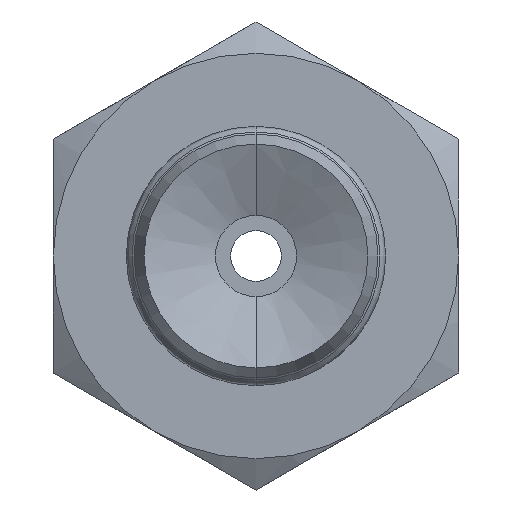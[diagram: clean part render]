
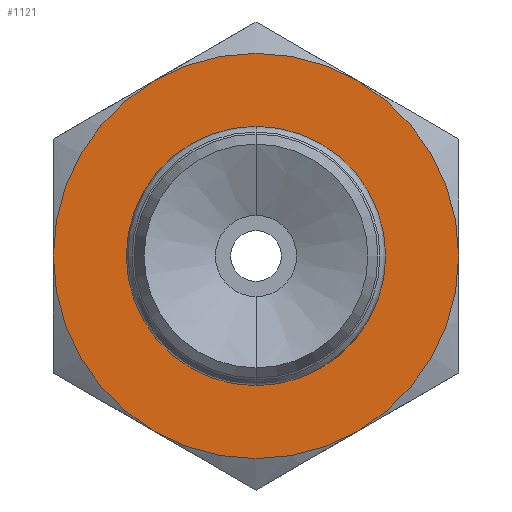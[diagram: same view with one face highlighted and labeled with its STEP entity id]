
A CAD part, front view. The second image highlights one B-rep face of the part: STEP entity #1121.
In plain terms, the highlighted planar face has unit normal (0, -1, 0).
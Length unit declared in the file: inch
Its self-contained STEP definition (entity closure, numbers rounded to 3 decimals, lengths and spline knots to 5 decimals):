
#17 = DIRECTION ( 'NONE',  ( 0.5, 0., -0.866 ) ) ;
#24 = AXIS2_PLACEMENT_3D ( 'NONE', #577, #1122, #17 ) ;
#85 = DIRECTION ( 'NONE',  ( 0.5, 0., -0.866 ) ) ;
#91 = AXIS2_PLACEMENT_3D ( 'NONE', #2074, #675, #1508 ) ;
#179 = CARTESIAN_POINT ( 'NONE',  ( 0.0625, 0.16, 0.10825 ) ) ;
#205 = CARTESIAN_POINT ( 'NONE',  ( 0., 0.16, 0. ) ) ;
#230 = ORIENTED_EDGE ( 'NONE', *, *, #1672, .F. ) ;
#245 = CARTESIAN_POINT ( 'NONE',  ( 0.07315, 0.16, 0.11079 ) ) ;
#354 = AXIS2_PLACEMENT_3D ( 'NONE', #2895, #1772, #85 ) ;
#358 = CIRCLE ( 'NONE', #799, 0.125 ) ;
#382 = DIRECTION ( 'NONE',  ( 0., 1., 0. ) ) ;
#390 = EDGE_CURVE ( 'NONE', #3031, #793, #516, .T. ) ;
#491 = CARTESIAN_POINT ( 'NONE',  ( 0., 0.16, 0. ) ) ;
#516 =( BOUNDED_CURVE ( )  B_SPLINE_CURVE ( 3, ( #1698, #1061, #245, #3010 ),
 .UNSPECIFIED., .F., .F. ) 
 B_SPLINE_CURVE_WITH_KNOTS ( ( 4, 4 ),
 ( 0., 1. ),
 .UNSPECIFIED. ) 
 CURVE ( )  GEOMETRIC_REPRESENTATION_ITEM ( )  RATIONAL_B_SPLINE_CURVE ( ( 1., 0.333, 0.333, 1. ) ) 
 REPRESENTATION_ITEM ( '' )  );
#536 = EDGE_LOOP ( 'NONE', ( #2736, #2228, #3309, #230, #2939, #3152 ) ) ;
#577 = CARTESIAN_POINT ( 'NONE',  ( -0.125, 0.16, 0.21651 ) ) ;
#625 = EDGE_LOOP ( 'NONE', ( #1183, #1488 ) ) ;
#662 = DIRECTION ( 'NONE',  ( 0.5, 0., -0.866 ) ) ;
#675 = DIRECTION ( 'NONE',  ( 0., 1., 0. ) ) ;
#682 = CARTESIAN_POINT ( 'NONE',  ( 0.02969, 0.16, -0.05142 ) ) ;
#785 = CARTESIAN_POINT ( 'NONE',  ( -0.125, 0.16, 0. ) ) ;
#793 = VERTEX_POINT ( 'NONE', #2351 ) ;
#799 = AXIS2_PLACEMENT_3D ( 'NONE', #205, #1906, #1326 ) ;
#813 = EDGE_CURVE ( 'NONE', #3267, #3489, #3065, .T. ) ;
#1028 = CARTESIAN_POINT ( 'NONE',  ( -0.0625, 0.16, -0.10825 ) ) ;
#1058 = DIRECTION ( 'NONE',  ( 0., 1., 0. ) ) ;
#1061 = CARTESIAN_POINT ( 'NONE',  ( 0.13252, 0.16, 0.00795 ) ) ;
#1071 = CIRCLE ( 'NONE', #91, 0.125 ) ;
#1121 = ADVANCED_FACE ( 'NONE', ( #2986, #1969 ), #1717, .F. ) ;
#1122 = DIRECTION ( 'NONE',  ( 0., 1., 0. ) ) ;
#1140 = VERTEX_POINT ( 'NONE', #3399 ) ;
#1149 = AXIS2_PLACEMENT_3D ( 'NONE', #2062, #382, #662 ) ;
#1152 = CIRCLE ( 'NONE', #354, 0.125 ) ;
#1183 = ORIENTED_EDGE ( 'NONE', *, *, #390, .F. ) ;
#1250 =( BOUNDED_CURVE ( )  B_SPLINE_CURVE ( 3, ( #3439, #2368, #2880, #682 ),
 .UNSPECIFIED., .F., .T. ) 
 B_SPLINE_CURVE_WITH_KNOTS ( ( 4, 4 ),
 ( 0., 1. ),
 .UNSPECIFIED. ) 
 CURVE ( )  GEOMETRIC_REPRESENTATION_ITEM ( )  RATIONAL_B_SPLINE_CURVE ( ( 1., 0.333, 0.333, 1. ) ) 
 REPRESENTATION_ITEM ( '' )  );
#1326 = DIRECTION ( 'NONE',  ( 0.5, 0., -0.866 ) ) ;
#1339 = CARTESIAN_POINT ( 'NONE',  ( 0.0625, 0.16, -0.10825 ) ) ;
#1408 = EDGE_CURVE ( 'NONE', #2258, #1140, #1071, .T. ) ;
#1488 = ORIENTED_EDGE ( 'NONE', *, *, #3069, .F. ) ;
#1508 = DIRECTION ( 'NONE',  ( 0.5, 0., -0.866 ) ) ;
#1612 = VERTEX_POINT ( 'NONE', #785 ) ;
#1647 = EDGE_CURVE ( 'NONE', #1140, #3267, #2023, .T. ) ;
#1656 = DIRECTION ( 'NONE',  ( 0., 1., 0. ) ) ;
#1672 = EDGE_CURVE ( 'NONE', #1612, #3542, #358, .T. ) ;
#1698 = CARTESIAN_POINT ( 'NONE',  ( 0.02969, 0.16, -0.05142 ) ) ;
#1717 = PLANE ( 'NONE',  #24 ) ;
#1772 = DIRECTION ( 'NONE',  ( 0., 1., 0. ) ) ;
#1860 = EDGE_CURVE ( 'NONE', #3489, #1612, #1152, .T. ) ;
#1906 = DIRECTION ( 'NONE',  ( 0., 1., 0. ) ) ;
#1913 = DIRECTION ( 'NONE',  ( 0.5, 0., -0.866 ) ) ;
#1969 = FACE_BOUND ( 'NONE', #625, .T. ) ;
#2023 = CIRCLE ( 'NONE', #3407, 0.125 ) ;
#2062 = CARTESIAN_POINT ( 'NONE',  ( 0., 0.16, 0. ) ) ;
#2074 = CARTESIAN_POINT ( 'NONE',  ( 0., 0.16, 0. ) ) ;
#2103 = CIRCLE ( 'NONE', #3548, 0.125 ) ;
#2228 = ORIENTED_EDGE ( 'NONE', *, *, #1408, .F. ) ;
#2258 = VERTEX_POINT ( 'NONE', #179 ) ;
#2351 = CARTESIAN_POINT ( 'NONE',  ( -0.02969, 0.16, 0.05142 ) ) ;
#2368 = CARTESIAN_POINT ( 'NONE',  ( -0.13252, 0.16, -0.00795 ) ) ;
#2616 = CARTESIAN_POINT ( 'NONE',  ( 0.02969, 0.16, -0.05142 ) ) ;
#2736 = ORIENTED_EDGE ( 'NONE', *, *, #1647, .F. ) ;
#2880 = CARTESIAN_POINT ( 'NONE',  ( -0.07315, 0.16, -0.11079 ) ) ;
#2895 = CARTESIAN_POINT ( 'NONE',  ( 0., 0.16, 0. ) ) ;
#2939 = ORIENTED_EDGE ( 'NONE', *, *, #1860, .F. ) ;
#2986 = FACE_OUTER_BOUND ( 'NONE', #536, .T. ) ;
#3010 = CARTESIAN_POINT ( 'NONE',  ( -0.02969, 0.16, 0.05142 ) ) ;
#3031 = VERTEX_POINT ( 'NONE', #2616 ) ;
#3052 = CARTESIAN_POINT ( 'NONE',  ( -0.0625, 0.16, 0.10825 ) ) ;
#3065 = CIRCLE ( 'NONE', #1149, 0.125 ) ;
#3069 = EDGE_CURVE ( 'NONE', #793, #3031, #1250, .T. ) ;
#3152 = ORIENTED_EDGE ( 'NONE', *, *, #813, .F. ) ;
#3212 = EDGE_CURVE ( 'NONE', #3542, #2258, #2103, .T. ) ;
#3267 = VERTEX_POINT ( 'NONE', #1339 ) ;
#3271 = DIRECTION ( 'NONE',  ( 0.5, 0., -0.866 ) ) ;
#3309 = ORIENTED_EDGE ( 'NONE', *, *, #3212, .F. ) ;
#3399 = CARTESIAN_POINT ( 'NONE',  ( 0.125, 0.16, 0. ) ) ;
#3407 = AXIS2_PLACEMENT_3D ( 'NONE', #3553, #1058, #3271 ) ;
#3439 = CARTESIAN_POINT ( 'NONE',  ( -0.02969, 0.16, 0.05142 ) ) ;
#3489 = VERTEX_POINT ( 'NONE', #1028 ) ;
#3542 = VERTEX_POINT ( 'NONE', #3052 ) ;
#3548 = AXIS2_PLACEMENT_3D ( 'NONE', #491, #1656, #1913 ) ;
#3553 = CARTESIAN_POINT ( 'NONE',  ( 0., 0.16, 0. ) ) ;
